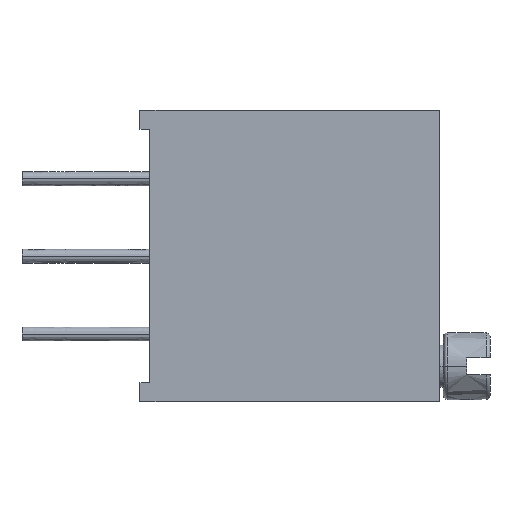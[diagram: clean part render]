
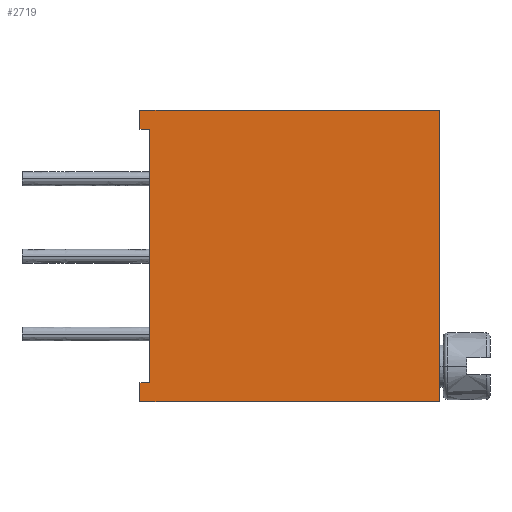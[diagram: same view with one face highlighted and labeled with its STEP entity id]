
A CAD part, front view. The second image highlights one B-rep face of the part: STEP entity #2719.
In plain terms, the highlighted free-form (B-spline) face has degree [1, 1] with [2, 2] control points.
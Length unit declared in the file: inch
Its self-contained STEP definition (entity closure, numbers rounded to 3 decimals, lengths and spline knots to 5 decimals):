
#1005=DIRECTION('',(1.,0.,0.));
#1006=VECTOR('',#1005,0.012);
#1007=CARTESIAN_POINT('',(-0.198,-0.163,0.));
#1008=LINE('',#1007,#1006);
#1012=DIRECTION('',(0.,-1.,0.));
#1013=VECTOR('',#1012,0.025);
#1014=CARTESIAN_POINT('',(-0.198,-0.163,0.));
#1015=LINE('',#1014,#1013);
#1019=DIRECTION('',(1.,0.,0.));
#1020=VECTOR('',#1019,0.386);
#1021=CARTESIAN_POINT('',(-0.198,-0.188,0.));
#1022=LINE('',#1021,#1020);
#1026=DIRECTION('',(0.,1.,0.));
#1027=VECTOR('',#1026,0.376);
#1028=CARTESIAN_POINT('',(0.188,-0.188,0.));
#1029=LINE('',#1028,#1027);
#1033=DIRECTION('',(-1.,0.,0.));
#1034=VECTOR('',#1033,0.386);
#1035=CARTESIAN_POINT('',(0.188,0.188,0.));
#1036=LINE('',#1035,#1034);
#1040=DIRECTION('',(0.,-1.,0.));
#1041=VECTOR('',#1040,0.025);
#1042=CARTESIAN_POINT('',(-0.198,0.188,0.));
#1043=LINE('',#1042,#1041);
#1047=DIRECTION('',(1.,0.,0.));
#1048=VECTOR('',#1047,0.012);
#1049=CARTESIAN_POINT('',(-0.198,0.163,0.));
#1050=LINE('',#1049,#1048);
#1054=DIRECTION('',(0.,1.,0.));
#1055=VECTOR('',#1054,0.326);
#1056=CARTESIAN_POINT('',(-0.186,-0.163,0.));
#1057=LINE('',#1056,#1055);
#1387=CARTESIAN_POINT('',(0.188,0.188,0.));
#1388=CARTESIAN_POINT('',(-0.198,0.188,0.));
#1389=VERTEX_POINT('',#1387);
#1390=VERTEX_POINT('',#1388);
#1391=CARTESIAN_POINT('',(-0.198,-0.188,0.));
#1392=CARTESIAN_POINT('',(0.188,-0.188,0.));
#1393=VERTEX_POINT('',#1391);
#1394=VERTEX_POINT('',#1392);
#1403=CARTESIAN_POINT('',(-0.198,-0.163,0.));
#1404=CARTESIAN_POINT('',(-0.186,-0.163,0.));
#1405=VERTEX_POINT('',#1403);
#1406=VERTEX_POINT('',#1404);
#1407=CARTESIAN_POINT('',(-0.186,0.163,0.));
#1408=VERTEX_POINT('',#1407);
#1409=CARTESIAN_POINT('',(-0.198,0.163,0.));
#1410=VERTEX_POINT('',#1409);
#2698=CARTESIAN_POINT('',(0.19572,0.19552,0.));
#2699=CARTESIAN_POINT('',(0.19572,-0.19552,0.));
#2700=CARTESIAN_POINT('',(-0.20572,0.19552,0.));
#2701=CARTESIAN_POINT('',(-0.20572,-0.19552,0.));
#2702=B_SPLINE_SURFACE_WITH_KNOTS('',1,1,((#2698,#2699),(#2700,#2701)),
.UNSPECIFIED.,.F.,.F.,.F.,(2,2),(2,2),(-0.19572,0.20572),(-0.19552,
0.19552),.UNSPECIFIED.);
#2704=ORIENTED_EDGE('',*,*,#2703,.F.);
#2706=ORIENTED_EDGE('',*,*,#2705,.T.);
#2708=ORIENTED_EDGE('',*,*,#2707,.T.);
#2710=ORIENTED_EDGE('',*,*,#2709,.T.);
#2712=ORIENTED_EDGE('',*,*,#2711,.T.);
#2714=ORIENTED_EDGE('',*,*,#2713,.T.);
#2715=ORIENTED_EDGE('',*,*,#2689,.T.);
#2716=ORIENTED_EDGE('',*,*,#1872,.F.);
#2717=EDGE_LOOP('',(#2704,#2706,#2708,#2710,#2712,#2714,#2715,#2716));
#2718=FACE_OUTER_BOUND('',#2717,.F.);
#2719=ADVANCED_FACE('',(#2718),#2702,.F.);
#1872=EDGE_CURVE('',#1406,#1408,#1057,.T.);
#2689=EDGE_CURVE('',#1410,#1408,#1050,.T.);
#2703=EDGE_CURVE('',#1405,#1406,#1008,.T.);
#2705=EDGE_CURVE('',#1405,#1393,#1015,.T.);
#2707=EDGE_CURVE('',#1393,#1394,#1022,.T.);
#2709=EDGE_CURVE('',#1394,#1389,#1029,.T.);
#2711=EDGE_CURVE('',#1389,#1390,#1036,.T.);
#2713=EDGE_CURVE('',#1390,#1410,#1043,.T.);
